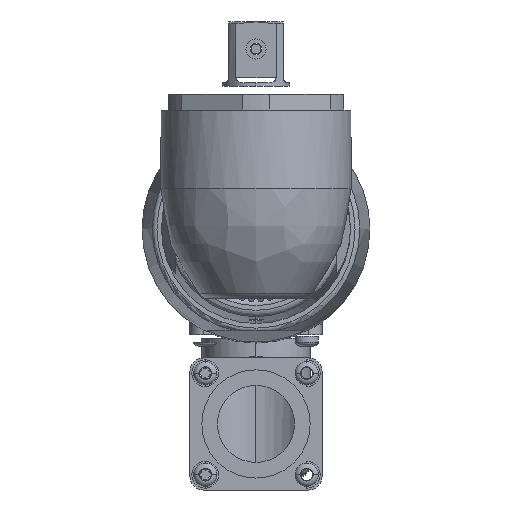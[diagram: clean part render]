
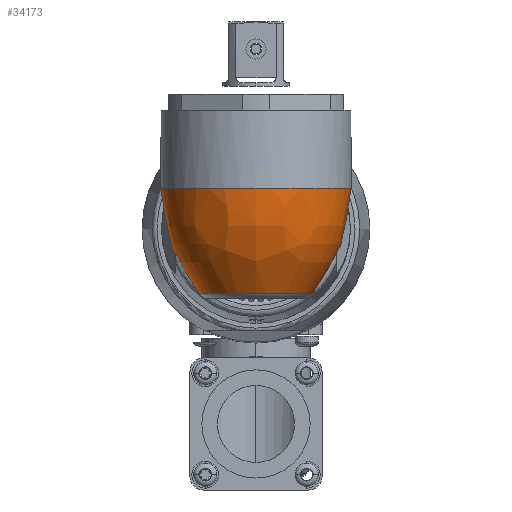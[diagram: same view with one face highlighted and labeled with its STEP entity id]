
A CAD part, left-side view. The second image highlights one B-rep face of the part: STEP entity #34173.
In plain terms, the highlighted free-form (B-spline) face has degree [3, 3] with [7, 4] control points.
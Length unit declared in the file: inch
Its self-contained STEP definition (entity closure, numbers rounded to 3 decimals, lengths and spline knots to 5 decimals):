
#25231=CARTESIAN_POINT('',(-14.2627,0.,-0.591));
#25232=DIRECTION('',(0.,0.,1.));
#25233=DIRECTION('',(0.766,0.643,0.));
#25234=AXIS2_PLACEMENT_3D('',#25231,#25232,#25233);
#25246=CARTESIAN_POINT('',(-14.2627,0.,0.375));
#25247=DIRECTION('',(0.,0.,-1.));
#25248=DIRECTION('',(0.73,-0.683,0.));
#25249=AXIS2_PLACEMENT_3D('',#25246,#25247,#25248);
#31954=CARTESIAN_POINT('',(-13.85956,-0.33831,
-0.591));
#31955=CARTESIAN_POINT('',(-13.86217,-0.3562,
-0.57971));
#31956=CARTESIAN_POINT('',(-13.86729,-0.39107,
-0.55547));
#31957=CARTESIAN_POINT('',(-13.8739,-0.4404,
-0.51431));
#31958=CARTESIAN_POINT('',(-13.87861,-0.48719,
-0.46772));
#31959=CARTESIAN_POINT('',(-13.88038,-0.53112,
-0.41523));
#31960=CARTESIAN_POINT('',(-13.87807,-0.57107,
-0.35731));
#31961=CARTESIAN_POINT('',(-13.87085,-0.60618,
-0.29436));
#31962=CARTESIAN_POINT('',(-13.85801,-0.63595,
-0.22603));
#31963=CARTESIAN_POINT('',(-13.83928,-0.65945,
-0.15264));
#31964=CARTESIAN_POINT('',(-13.8142,-0.67601,
-0.0729));
#31965=CARTESIAN_POINT('',(-13.78227,-0.68402,
0.01432));
#31966=CARTESIAN_POINT('',(-13.7445,-0.68116,
0.10685));
#31967=CARTESIAN_POINT('',(-13.70362,-0.66636,
0.19975));
#31968=CARTESIAN_POINT('',(-13.66171,-0.63972,
0.29026));
#31969=CARTESIAN_POINT('',(-13.63436,-0.61464,
0.34729));
#31970=CARTESIAN_POINT('',(-13.62092,-0.60026,
0.375));
#32066=CARTESIAN_POINT('',(-13.62092,0.60026,
0.375));
#32067=CARTESIAN_POINT('',(-13.63436,0.61463,
0.3473));
#32068=CARTESIAN_POINT('',(-13.6617,0.63971,
0.29027));
#32069=CARTESIAN_POINT('',(-13.70361,0.66635,
0.19977));
#32070=CARTESIAN_POINT('',(-13.7445,0.68116,
0.10687));
#32071=CARTESIAN_POINT('',(-13.78226,0.68402,
0.01434));
#32072=CARTESIAN_POINT('',(-13.8142,0.67601,
-0.0729));
#32073=CARTESIAN_POINT('',(-13.83929,0.65945,
-0.15266));
#32074=CARTESIAN_POINT('',(-13.85802,0.63595,
-0.22605));
#32075=CARTESIAN_POINT('',(-13.87085,0.60617,
-0.29438));
#32076=CARTESIAN_POINT('',(-13.87807,0.57106,
-0.35732));
#32077=CARTESIAN_POINT('',(-13.88038,0.53111,
-0.41525));
#32078=CARTESIAN_POINT('',(-13.87861,0.48718,
-0.46773));
#32079=CARTESIAN_POINT('',(-13.87389,0.44038,
-0.51433));
#32080=CARTESIAN_POINT('',(-13.86729,0.39104,
-0.55549));
#32081=CARTESIAN_POINT('',(-13.86217,0.35619,-0.57972));
#32082=CARTESIAN_POINT('',(-13.85956,0.33831,
-0.591));
#34004=VERTEX_POINT('',#31954);
#34005=VERTEX_POINT('',#31970);
#34008=VERTEX_POINT('',#32066);
#34009=VERTEX_POINT('',#32082);
#34135=CARTESIAN_POINT('',(-13.53778,-0.49642,
0.39599));
#34136=CARTESIAN_POINT('',(-13.53349,-0.49937,
0.02391));
#34137=CARTESIAN_POINT('',(-13.63872,-0.4273,
-0.32567));
#34138=CARTESIAN_POINT('',(-13.83972,-0.28966,
-0.60696));
#34139=CARTESIAN_POINT('',(-14.13373,-1.36668,
0.39599));
#34140=CARTESIAN_POINT('',(-14.13297,-1.37478,
0.02391));
#34141=CARTESIAN_POINT('',(-14.15169,-1.17637,
-0.32567));
#34142=CARTESIAN_POINT('',(-14.18745,-0.79745,
-0.60696));
#34143=CARTESIAN_POINT('',(-15.1413,-1.05475,
0.39599));
#34144=CARTESIAN_POINT('',(-15.14651,-1.061,
0.02391));
#34145=CARTESIAN_POINT('',(-15.01896,-0.90788,
-0.32567));
#34146=CARTESIAN_POINT('',(-14.77536,-0.61544,
-0.60696));
#34147=CARTESIAN_POINT('',(-15.1413,0.,
0.39599));
#34148=CARTESIAN_POINT('',(-15.14651,0.,
0.02391));
#34149=CARTESIAN_POINT('',(-15.01896,0.,
-0.32567));
#34150=CARTESIAN_POINT('',(-14.77536,0.,
-0.60696));
#34151=CARTESIAN_POINT('',(-15.1413,1.05475,
0.39599));
#34152=CARTESIAN_POINT('',(-15.14651,1.061,
0.02391));
#34153=CARTESIAN_POINT('',(-15.01896,0.90788,
-0.32567));
#34154=CARTESIAN_POINT('',(-14.77536,0.61544,
-0.60696));
#34155=CARTESIAN_POINT('',(-14.13373,1.36668,
0.39599));
#34156=CARTESIAN_POINT('',(-14.13297,1.37478,
0.02391));
#34157=CARTESIAN_POINT('',(-14.15169,1.17637,
-0.32567));
#34158=CARTESIAN_POINT('',(-14.18745,0.79745,
-0.60696));
#34159=CARTESIAN_POINT('',(-13.53778,0.49642,
0.39599));
#34160=CARTESIAN_POINT('',(-13.53349,0.49937,
0.02391));
#34161=CARTESIAN_POINT('',(-13.63872,0.4273,
-0.32567));
#34162=CARTESIAN_POINT('',(-13.83972,0.28966,
-0.60696));
#34163=(BOUNDED_SURFACE()B_SPLINE_SURFACE(3,3,((#34135,#34136,#34137,#34138),(
#34139,#34140,#34141,#34142),(#34143,#34144,#34145,#34146),(#34147,#34148,
#34149,#34150),(#34151,#34152,#34153,#34154),(#34155,#34156,#34157,#34158),(
#34159,#34160,#34161,#34162)),.UNSPECIFIED.,.F.,.F.,.F.)B_SPLINE_SURFACE_WITH_KNOTS((4,3,4),(4,4),(0.,1.,2.),(0.,1.),.UNSPECIFIED.)GEOMETRIC_REPRESENTATION_ITEM()RATIONAL_B_SPLINE_SURFACE(((1.596,1.526,
1.526,1.596),(0.847,0.81,
0.81,0.847),(0.847,0.81,
0.81,0.847),(1.596,1.526,
1.526,1.596),(0.847,0.81,
0.81,0.847),(0.847,0.81,
0.81,0.847),(1.596,1.526,
1.526,1.596)))REPRESENTATION_ITEM('')SURFACE());
#34165=ORIENTED_EDGE('',*,*,#34164,.F.);
#34166=ORIENTED_EDGE('',*,*,#34124,.F.);
#34168=ORIENTED_EDGE('',*,*,#34167,.F.);
#34170=ORIENTED_EDGE('',*,*,#34169,.F.);
#34171=EDGE_LOOP('',(#34165,#34166,#34168,#34170));
#34172=FACE_OUTER_BOUND('',#34171,.F.);
#34173=ADVANCED_FACE('',(#34172),#34163,.T.);
#25235=CIRCLE('',#25234,0.52629);
#25250=CIRCLE('',#25249,0.87875);
#31971=B_SPLINE_CURVE_WITH_KNOTS('',3,(#31954,#31955,#31956,#31957,#31958,
#31959,#31960,#31961,#31962,#31963,#31964,#31965,#31966,#31967,#31968,#31969,
#31970),.UNSPECIFIED.,.F.,.F.,(4,1,1,1,1,1,1,1,1,1,1,1,1,1,4),(0.,
0.07143,0.14286,0.21429,0.28571,
0.35714,0.42857,0.5,0.57143,0.64286,
0.71429,0.78571,0.85714,0.92857,1.),
.UNSPECIFIED.);
#32083=B_SPLINE_CURVE_WITH_KNOTS('',3,(#32066,#32067,#32068,#32069,#32070,
#32071,#32072,#32073,#32074,#32075,#32076,#32077,#32078,#32079,#32080,#32081,
#32082),.UNSPECIFIED.,.F.,.F.,(4,1,1,1,1,1,1,1,1,1,1,1,1,1,4),(0.,
0.07143,0.14286,0.21429,0.28571,
0.35714,0.42857,0.5,0.57143,0.64286,
0.71429,0.78571,0.85714,0.92857,1.),
.UNSPECIFIED.);
#34124=EDGE_CURVE('',#34009,#34004,#25235,.T.);
#34164=EDGE_CURVE('',#34004,#34005,#31971,.T.);
#34167=EDGE_CURVE('',#34008,#34009,#32083,.T.);
#34169=EDGE_CURVE('',#34005,#34008,#25250,.T.);
